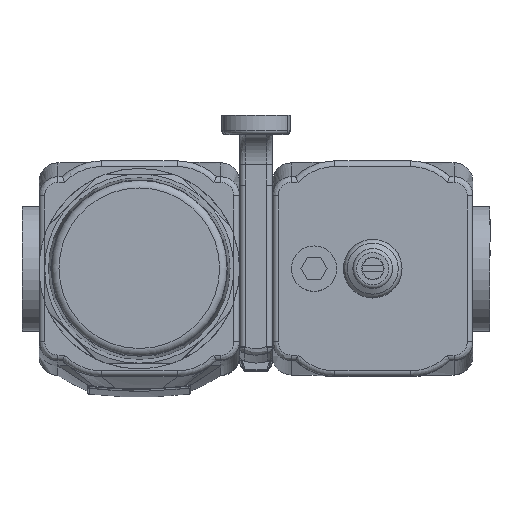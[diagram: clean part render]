
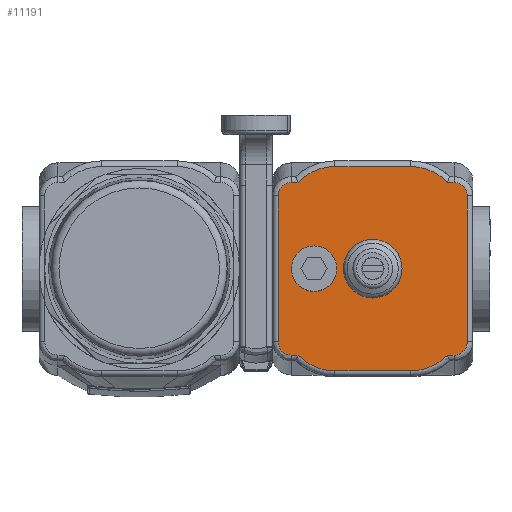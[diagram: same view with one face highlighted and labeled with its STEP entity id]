
A CAD part, top view. The second image highlights one B-rep face of the part: STEP entity #11191.
In plain terms, the highlighted planar face has unit normal (0, 0, 1).
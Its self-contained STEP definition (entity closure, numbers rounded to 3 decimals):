
#362=PLANE('',#11841);
#781=LINE('',#18292,#1355);
#782=LINE('',#18297,#1356);
#783=LINE('',#18306,#1357);
#784=LINE('',#18314,#1358);
#785=LINE('',#18318,#1359);
#786=LINE('',#18322,#1360);
#787=LINE('',#18331,#1361);
#788=LINE('',#18339,#1362);
#1355=VECTOR('',#13306,1000.);
#1356=VECTOR('',#13309,1000.);
#1357=VECTOR('',#13310,1000.);
#1358=VECTOR('',#13311,1000.);
#1359=VECTOR('',#13314,1000.);
#1360=VECTOR('',#13317,1000.);
#1361=VECTOR('',#13318,1000.);
#1362=VECTOR('',#13319,1000.);
#1818=B_SPLINE_CURVE_WITH_KNOTS('',3,(#18299,#18300,#18301,#18302,#18303,
#18304),.UNSPECIFIED.,.F.,.F.,(4,1,1,4),(0.,0.238,
0.397,0.556),.UNSPECIFIED.);
#1819=B_SPLINE_CURVE_WITH_KNOTS('',3,(#18308,#18309,#18310,#18311,#18312),
 .UNSPECIFIED.,.F.,.F.,(4,1,4),(0.,0.238,0.556),
 .UNSPECIFIED.);
#1820=B_SPLINE_CURVE_WITH_KNOTS('',3,(#18324,#18325,#18326,#18327,#18328,
#18329),.UNSPECIFIED.,.F.,.F.,(4,1,1,4),(0.,0.238,0.397,
0.556),.UNSPECIFIED.);
#1821=B_SPLINE_CURVE_WITH_KNOTS('',3,(#18333,#18334,#18335,#18336,#18337),
 .UNSPECIFIED.,.F.,.F.,(4,1,4),(0.,0.238,0.556),
 .UNSPECIFIED.);
#3472=ORIENTED_EDGE('',*,*,#5058,.T.);
#3473=ORIENTED_EDGE('',*,*,#5059,.T.);
#3474=ORIENTED_EDGE('',*,*,#5060,.F.);
#3475=ORIENTED_EDGE('',*,*,#5061,.F.);
#3476=ORIENTED_EDGE('',*,*,#5062,.F.);
#3477=ORIENTED_EDGE('',*,*,#5063,.F.);
#3478=ORIENTED_EDGE('',*,*,#5064,.F.);
#3479=ORIENTED_EDGE('',*,*,#5065,.F.);
#3480=ORIENTED_EDGE('',*,*,#5066,.F.);
#3481=ORIENTED_EDGE('',*,*,#5067,.F.);
#3482=ORIENTED_EDGE('',*,*,#5068,.F.);
#3483=ORIENTED_EDGE('',*,*,#5069,.F.);
#3484=ORIENTED_EDGE('',*,*,#5070,.F.);
#3485=ORIENTED_EDGE('',*,*,#5071,.F.);
#3486=ORIENTED_EDGE('',*,*,#5072,.F.);
#3487=ORIENTED_EDGE('',*,*,#5073,.F.);
#3488=ORIENTED_EDGE('',*,*,#5074,.F.);
#3489=ORIENTED_EDGE('',*,*,#5075,.F.);
#5058=EDGE_CURVE('',#5963,#5963,#6417,.T.);
#5059=EDGE_CURVE('',#5964,#5964,#6418,.T.);
#5060=EDGE_CURVE('',#5965,#5966,#781,.T.);
#5061=EDGE_CURVE('',#5967,#5965,#6419,.T.);
#5062=EDGE_CURVE('',#5968,#5967,#782,.T.);
#5063=EDGE_CURVE('',#5969,#5968,#1818,.T.);
#5064=EDGE_CURVE('',#5970,#5969,#783,.T.);
#5065=EDGE_CURVE('',#5971,#5970,#1819,.T.);
#5066=EDGE_CURVE('',#5972,#5971,#784,.T.);
#5067=EDGE_CURVE('',#5973,#5972,#6420,.T.);
#5068=EDGE_CURVE('',#5974,#5973,#785,.T.);
#5069=EDGE_CURVE('',#5975,#5974,#6421,.T.);
#5070=EDGE_CURVE('',#5976,#5975,#786,.T.);
#5071=EDGE_CURVE('',#5977,#5976,#1820,.T.);
#5072=EDGE_CURVE('',#5978,#5977,#787,.T.);
#5073=EDGE_CURVE('',#5979,#5978,#1821,.T.);
#5074=EDGE_CURVE('',#5980,#5979,#788,.T.);
#5075=EDGE_CURVE('',#5966,#5980,#6422,.T.);
#5963=VERTEX_POINT('',#18289);
#5964=VERTEX_POINT('',#18291);
#5965=VERTEX_POINT('',#18293);
#5966=VERTEX_POINT('',#18294);
#5967=VERTEX_POINT('',#18296);
#5968=VERTEX_POINT('',#18298);
#5969=VERTEX_POINT('',#18305);
#5970=VERTEX_POINT('',#18307);
#5971=VERTEX_POINT('',#18313);
#5972=VERTEX_POINT('',#18315);
#5973=VERTEX_POINT('',#18317);
#5974=VERTEX_POINT('',#18319);
#5975=VERTEX_POINT('',#18321);
#5976=VERTEX_POINT('',#18323);
#5977=VERTEX_POINT('',#18330);
#5978=VERTEX_POINT('',#18332);
#5979=VERTEX_POINT('',#18338);
#5980=VERTEX_POINT('',#18340);
#6417=CIRCLE('',#11842,7.75);
#6418=CIRCLE('',#11843,6.);
#6419=CIRCLE('',#11844,13.5);
#6420=CIRCLE('',#11845,13.5);
#6421=CIRCLE('',#11846,13.5);
#6422=CIRCLE('',#11847,13.5);
#6880=EDGE_LOOP('',(#3472));
#6881=EDGE_LOOP('',(#3473));
#6882=EDGE_LOOP('',(#3474,#3475,#3476,#3477,#3478,#3479,#3480,#3481,#3482,
#3483,#3484,#3485,#3486,#3487,#3488,#3489));
#7484=FACE_BOUND('',#6880,.T.);
#7485=FACE_BOUND('',#6881,.T.);
#7486=FACE_BOUND('',#6882,.T.);
#11191=ADVANCED_FACE('',(#7484,#7485,#7486),#362,.T.);
#11841=AXIS2_PLACEMENT_3D('',#18287,#13300,#13301);
#11842=AXIS2_PLACEMENT_3D('',#18288,#13302,#13303);
#11843=AXIS2_PLACEMENT_3D('',#18290,#13304,#13305);
#11844=AXIS2_PLACEMENT_3D('',#18295,#13307,#13308);
#11845=AXIS2_PLACEMENT_3D('',#18316,#13312,#13313);
#11846=AXIS2_PLACEMENT_3D('',#18320,#13315,#13316);
#11847=AXIS2_PLACEMENT_3D('',#18341,#13320,#13321);
#13300=DIRECTION('',(0.,0.,1.));
#13301=DIRECTION('',(1.,0.,0.));
#13302=DIRECTION('',(0.,0.,-1.));
#13303=DIRECTION('',(1.,0.,0.));
#13304=DIRECTION('',(0.,0.,-1.));
#13305=DIRECTION('',(-1.,0.,0.));
#13306=DIRECTION('',(1.,0.,0.));
#13307=DIRECTION('',(0.,0.,-1.));
#13308=DIRECTION('',(-0.387,0.922,0.));
#13309=DIRECTION('',(1.,0.,0.));
#13310=DIRECTION('',(0.,1.,0.));
#13311=DIRECTION('',(-1.,0.,0.));
#13312=DIRECTION('',(0.,0.,-1.));
#13313=DIRECTION('',(-0.387,-0.922,0.));
#13314=DIRECTION('',(-1.,0.,0.));
#13315=DIRECTION('',(0.,0.,-1.));
#13316=DIRECTION('',(0.387,-0.922,0.));
#13317=DIRECTION('',(-1.,0.,0.));
#13318=DIRECTION('',(0.,-1.,0.));
#13319=DIRECTION('',(1.,0.,0.));
#13320=DIRECTION('',(0.,0.,-1.));
#13321=DIRECTION('',(0.387,0.922,0.));
#18287=CARTESIAN_POINT('',(0.,0.,34.));
#18288=CARTESIAN_POINT('',(0.,0.,34.));
#18289=CARTESIAN_POINT('',(7.75,0.,34.));
#18290=CARTESIAN_POINT('',(-15.5,0.,34.));
#18291=CARTESIAN_POINT('',(-21.5,0.,34.));
#18292=CARTESIAN_POINT('',(-10.,27.,34.));
#18293=CARTESIAN_POINT('',(-10.,27.,34.));
#18294=CARTESIAN_POINT('',(10.,27.,34.));
#18295=CARTESIAN_POINT('',(-10.,13.5,34.));
#18296=CARTESIAN_POINT('',(-19.742,22.845,34.));
#18297=CARTESIAN_POINT('',(-21.5,22.845,34.));
#18298=CARTESIAN_POINT('',(-21.5,22.845,34.));
#18299=CARTESIAN_POINT('',(-25.,19.226,34.));
#18300=CARTESIAN_POINT('',(-25.,20.019,34.));
#18301=CARTESIAN_POINT('',(-24.559,21.356,34.));
#18302=CARTESIAN_POINT('',(-23.094,22.587,34.));
#18303=CARTESIAN_POINT('',(-22.029,22.845,34.));
#18304=CARTESIAN_POINT('',(-21.5,22.845,34.));
#18305=CARTESIAN_POINT('',(-25.,19.226,34.));
#18306=CARTESIAN_POINT('',(-25.,-19.226,34.));
#18307=CARTESIAN_POINT('',(-25.,-19.226,34.));
#18308=CARTESIAN_POINT('',(-21.5,-22.845,34.));
#18309=CARTESIAN_POINT('',(-22.295,-22.845,34.));
#18310=CARTESIAN_POINT('',(-24.166,-22.145,34.));
#18311=CARTESIAN_POINT('',(-25.,-20.286,34.));
#18312=CARTESIAN_POINT('',(-25.,-19.226,34.));
#18313=CARTESIAN_POINT('',(-21.5,-22.845,34.));
#18314=CARTESIAN_POINT('',(-19.742,-22.845,34.));
#18315=CARTESIAN_POINT('',(-19.742,-22.845,34.));
#18316=CARTESIAN_POINT('',(-10.,-13.5,34.));
#18317=CARTESIAN_POINT('',(-10.,-27.,34.));
#18318=CARTESIAN_POINT('',(10.,-27.,34.));
#18319=CARTESIAN_POINT('',(10.,-27.,34.));
#18320=CARTESIAN_POINT('',(10.,-13.5,34.));
#18321=CARTESIAN_POINT('',(19.742,-22.845,34.));
#18322=CARTESIAN_POINT('',(21.5,-22.845,34.));
#18323=CARTESIAN_POINT('',(21.5,-22.845,34.));
#18324=CARTESIAN_POINT('',(25.,-19.226,34.));
#18325=CARTESIAN_POINT('',(25.,-20.021,34.));
#18326=CARTESIAN_POINT('',(24.563,-21.35,34.));
#18327=CARTESIAN_POINT('',(23.097,-22.588,34.));
#18328=CARTESIAN_POINT('',(22.03,-22.845,34.));
#18329=CARTESIAN_POINT('',(21.5,-22.845,34.));
#18330=CARTESIAN_POINT('',(25.,-19.226,34.));
#18331=CARTESIAN_POINT('',(25.,19.226,34.));
#18332=CARTESIAN_POINT('',(25.,19.226,34.));
#18333=CARTESIAN_POINT('',(21.5,22.845,34.));
#18334=CARTESIAN_POINT('',(22.294,22.845,34.));
#18335=CARTESIAN_POINT('',(24.161,22.151,34.));
#18336=CARTESIAN_POINT('',(25.,20.284,34.));
#18337=CARTESIAN_POINT('',(25.,19.226,34.));
#18338=CARTESIAN_POINT('',(21.5,22.845,34.));
#18339=CARTESIAN_POINT('',(19.742,22.845,34.));
#18340=CARTESIAN_POINT('',(19.742,22.845,34.));
#18341=CARTESIAN_POINT('',(10.,13.5,34.));
